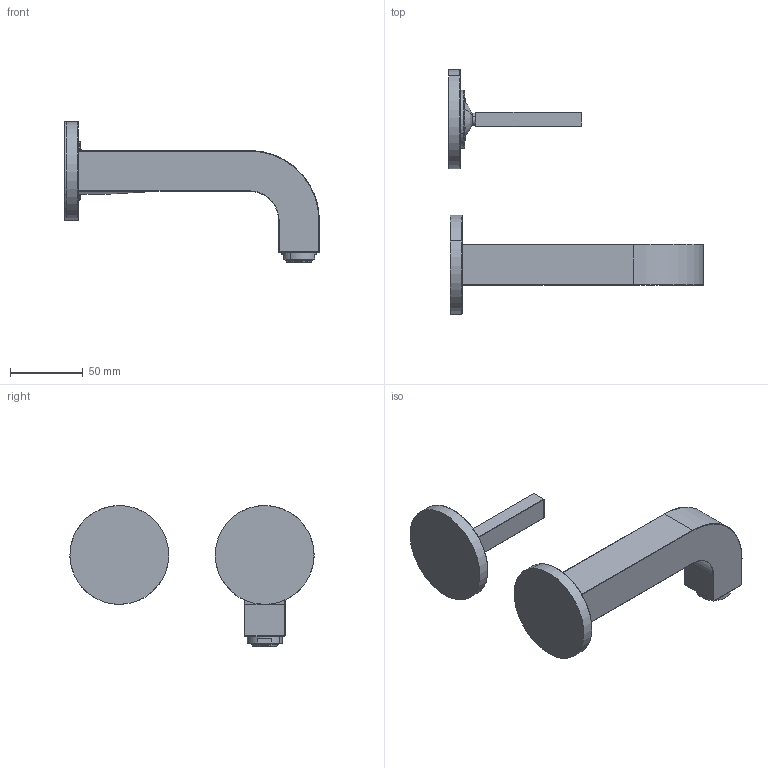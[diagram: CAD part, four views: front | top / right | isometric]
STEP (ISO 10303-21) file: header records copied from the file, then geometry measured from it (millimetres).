
FILE_DESCRIPTION(('CAx-IF Rec.Pracs.---Model Styling and Organization---1.2---2011-12-15','CAx-IF Rec.Pracs.---Geometric and Assembly Validation Properties---4.1---2014-06-16','CAx-IF Rec.Pracs.---PMI Polyline Presentation---2.0---2013-05-24'),'2;1');
FILE_NAME('1000117078_PPR_000.stp','2017-06-26T06:24:30+02:00',(''),(''),'STEP Interface 4.0.1101 by CT CoreTechnologie','3D_Evolution4.0.1101 by CT CoreTechnologie','');
FILE_SCHEMA(('AP203_CONFIGURATION_CONTROLLED_3D_DESIGN_OF_MECHANICAL_PARTS_AND_ASSEMBLIES_MIM_LF'));
Length unit declared in the file: millimetre
Products named in the file (14): P_2 FS 2L_WTA_WM AX Citterio 1000117078_PPR_000_A0; P_2 Griff kpl. 2L-WTA-WM Citterio 1000117075_PPR_000_A0; P_2 Griffadapter 2L-WTA-WM Citterio 1000083365_PPA_000_A0; P_2 Griff 2L-WTA-WM Citterio 1000117077_PPA_000_A0; Gewindestift DIN914-M4x6-A2 1000000128_PPA_000_A0; P_2 Schmutzkappe lang 2L-WTA-WM Uno 1000073615_PPA_000_A0; P_2 Grundkoerper kurz 3L-WTA-WM Citterio 1000104939_PPA_000_A0; Gewindestift mit Zapfen DIN915-M6x6-A2 1000000103_PPA_000_A0; P_2 SR_STD_SC__M24x1-m 1000085259_PPR_000_A1; P_2 Strahlreglerhuelse M24x1 (R02) 1000085260_PPA_000_A1; SR_STD_SC_2,2gpm-air_gelb 1000063090_PPA_000_A0; Flachdichtung d15xD21,3 (EB-2,4) 1000029262_PPA_000_A1; P_2 Rosette (Griff) 2L-WTA-WM UNO 1000073618_PPA_000_A0; P_2 Rosette (Auslauf) 2L-WTA-WM Citterio 1000117088_PPA_000_A0
Assembly tree (14 placements, depth 3):
  P_2 FS 2L_WTA_WM AX Citterio 1000117078_PPR_000_A0
    P_2 Griff kpl. 2L-WTA-WM Citterio 1000117075_PPR_000_A0
      P_2 Griffadapter 2L-WTA-WM Citterio 1000083365_PPA_000_A0
      P_2 Griff 2L-WTA-WM Citterio 1000117077_PPA_000_A0
      Gewindestift DIN914-M4x6-A2 1000000128_PPA_000_A0
    Gewindestift DIN914-M4x6-A2 1000000128_PPA_000_A0
    P_2 Schmutzkappe lang 2L-WTA-WM Uno 1000073615_PPA_000_A0
    P_2 Grundkoerper kurz 3L-WTA-WM Citterio 1000104939_PPA_000_A0
    Gewindestift mit Zapfen DIN915-M6x6-A2 1000000103_PPA_000_A0
    P_2 SR_STD_SC__M24x1-m 1000085259_PPR_000_A1
      P_2 Strahlreglerhuelse M24x1 (R02) 1000085260_PPA_000_A1
      SR_STD_SC_2,2gpm-air_gelb 1000063090_PPA_000_A0
      Flachdichtung d15xD21,3 (EB-2,4) 1000029262_PPA_000_A1
    P_2 Rosette (Griff) 2L-WTA-WM UNO 1000073618_PPA_000_A0
    P_2 Rosette (Auslauf) 2L-WTA-WM Citterio 1000117088_PPA_000_A0
Bounding box: 175.25 x 167.98 x 96.94 mm (x, y, z)
Volume: 228001.4 mm3; surface area: 57162 mm2
Topology: 12 solids, 12 shells, 1061 faces, 2816 edges, 1768 vertices
Faces by surface type: plane 505, cylinder 380, bspline 176
Entity records: 47442 total; most frequent: CARTESIAN_POINT 9400, DIRECTION 5540, ORIENTED_EDGE 5536, EDGE_CURVE 2768, AXIS2_PLACEMENT_3D 1938, VERTEX_POINT 1749, VECTOR 1664, LINE 1664
